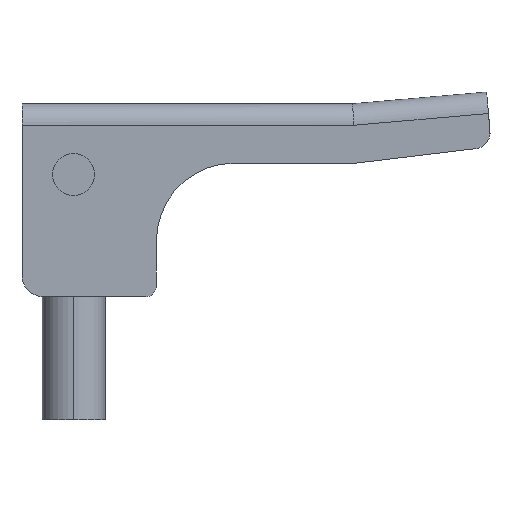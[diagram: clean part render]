
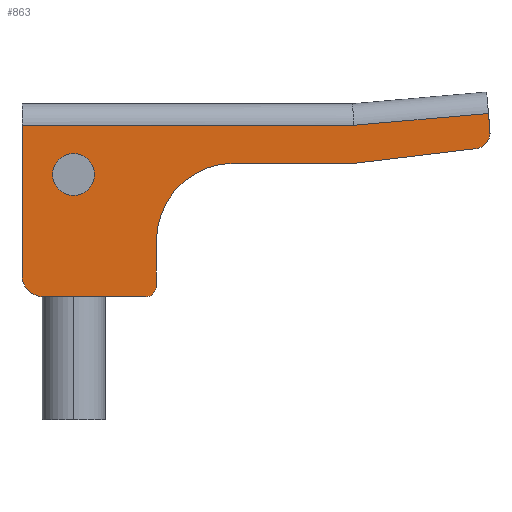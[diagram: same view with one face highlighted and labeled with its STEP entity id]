
A CAD part, left-side view. The second image highlights one B-rep face of the part: STEP entity #863.
In plain terms, the highlighted planar face has unit normal (-1, 0, 0).
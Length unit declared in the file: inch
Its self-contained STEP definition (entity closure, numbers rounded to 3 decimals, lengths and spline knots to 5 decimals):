
#10 = CARTESIAN_POINT ( 'NONE',  ( -0.255, -1.54807, 1.08991 ) ) ;
#11 = EDGE_CURVE ( 'NONE', #829, #1064, #127, .T. ) ;
#13 = DIRECTION ( 'NONE',  ( 0., 1., 0. ) ) ;
#16 = DIRECTION ( 'NONE',  ( 0., 1., 0. ) ) ;
#40 = CARTESIAN_POINT ( 'NONE',  ( -0.255, -1.05297, 0.90503 ) ) ;
#41 = EDGE_CURVE ( 'NONE', #1038, #274, #395, .T. ) ;
#44 = VERTEX_POINT ( 'NONE', #1820 ) ;
#45 = CARTESIAN_POINT ( 'NONE',  ( -0.255, -1.04649, 1.04603 ) ) ;
#70 = DIRECTION ( 'NONE',  ( -1., 0., 0. ) ) ;
#84 = CARTESIAN_POINT ( 'NONE',  ( -0.255, -0.313, 0.44803 ) ) ;
#95 = CARTESIAN_POINT ( 'NONE',  ( -0.255, 0.187, 0.40803 ) ) ;
#106 = EDGE_CURVE ( 'NONE', #1705, #1736, #1719, .T. ) ;
#108 = EDGE_CURVE ( 'NONE', #383, #1064, #1379, .T. ) ;
#127 = CIRCLE ( 'NONE', #429, 0.04 ) ;
#133 = DIRECTION ( 'NONE',  ( 1., 0., 0. ) ) ;
#157 = AXIS2_PLACEMENT_3D ( 'NONE', #377, #812, #541 ) ;
#158 = CARTESIAN_POINT ( 'NONE',  ( -0.255, -1.50126, 0.9591 ) ) ;
#173 = CARTESIAN_POINT ( 'NONE',  ( -0.255, -1.05297, 0.90503 ) ) ;
#175 = VERTEX_POINT ( 'NONE', #1152 ) ;
#180 = ORIENTED_EDGE ( 'NONE', *, *, #11, .F. ) ;
#212 = VECTOR ( 'NONE', #414, 39.37008 ) ;
#219 = CARTESIAN_POINT ( 'NONE',  ( -0.255, -0.60206, 0.90503 ) ) ;
#232 = ORIENTED_EDGE ( 'NONE', *, *, #518, .T. ) ;
#237 = CIRCLE ( 'NONE', #157, 0.08 ) ;
#255 = ORIENTED_EDGE ( 'NONE', *, *, #1775, .F. ) ;
#262 = LINE ( 'NONE', #1279, #573 ) ;
#271 = DIRECTION ( 'NONE',  ( 1., 0., 0. ) ) ;
#274 = VERTEX_POINT ( 'NONE', #158 ) ;
#299 = ORIENTED_EDGE ( 'NONE', *, *, #1478, .F. ) ;
#307 = CARTESIAN_POINT ( 'NONE',  ( -0.255, -0.60206, 0.61597 ) ) ;
#318 = CARTESIAN_POINT ( 'NONE',  ( -0.255, 0.041, 0.863 ) ) ;
#340 = LINE ( 'NONE', #1784, #1502 ) ;
#352 = CARTESIAN_POINT ( 'NONE',  ( -0.255, 0.107, 0.40803 ) ) ;
#377 = CARTESIAN_POINT ( 'NONE',  ( -0.255, 0.107, 0.48803 ) ) ;
#383 = VERTEX_POINT ( 'NONE', #352 ) ;
#395 = CIRCLE ( 'NONE', #640, 0.06 ) ;
#414 = DIRECTION ( 'NONE',  ( 0., 0., -1. ) ) ;
#429 = AXIS2_PLACEMENT_3D ( 'NONE', #1116, #133, #825 ) ;
#441 = VERTEX_POINT ( 'NONE', #553 ) ;
#495 = ORIENTED_EDGE ( 'NONE', *, *, #1166, .F. ) ;
#518 = EDGE_CURVE ( 'NONE', #1736, #1705, #1674, .T. ) ;
#540 = VECTOR ( 'NONE', #1647, 39.37008 ) ;
#541 = DIRECTION ( 'NONE',  ( 0., 0., -1. ) ) ;
#553 = CARTESIAN_POINT ( 'NONE',  ( -0.255, 0.187, 0.48803 ) ) ;
#573 = VECTOR ( 'NONE', #1272, 39.37008 ) ;
#600 = AXIS2_PLACEMENT_3D ( 'NONE', #872, #862, #1438 ) ;
#604 = VERTEX_POINT ( 'NONE', #10 ) ;
#630 = AXIS2_PLACEMENT_3D ( 'NONE', #1782, #70, #681 ) ;
#640 = AXIS2_PLACEMENT_3D ( 'NONE', #962, #271, #990 ) ;
#649 = EDGE_LOOP ( 'NONE', ( #232, #1419 ) ) ;
#681 = DIRECTION ( 'NONE',  ( 0., -1., 0. ) ) ;
#700 = CARTESIAN_POINT ( 'NONE',  ( -0.255, -0.40847, 0.99021 ) ) ;
#704 = VERTEX_POINT ( 'NONE', #45 ) ;
#728 = EDGE_CURVE ( 'NONE', #175, #859, #881, .T. ) ;
#732 = LINE ( 'NONE', #1184, #789 ) ;
#785 = VECTOR ( 'NONE', #1128, 39.37008 ) ;
#789 = VECTOR ( 'NONE', #13, 39.37008 ) ;
#812 = DIRECTION ( 'NONE',  ( 1., 0., 0. ) ) ;
#825 = DIRECTION ( 'NONE',  ( 0., -1., 0. ) ) ;
#829 = VERTEX_POINT ( 'NONE', #84 ) ;
#853 = DIRECTION ( 'NONE',  ( 1., 0., 0. ) ) ;
#859 = VERTEX_POINT ( 'NONE', #219 ) ;
#862 = DIRECTION ( 'NONE',  ( 1., 0., 0. ) ) ;
#863 = ADVANCED_FACE ( 'NONE', ( #947, #1232 ), #1789, .T. ) ;
#871 = CARTESIAN_POINT ( 'NONE',  ( -0.255, 0.187, 1.04603 ) ) ;
#872 = CARTESIAN_POINT ( 'NONE',  ( -0.255, -0.005, 0.863 ) ) ;
#881 = CIRCLE ( 'NONE', #1673, 0.28906 ) ;
#947 = FACE_OUTER_BOUND ( 'NONE', #1824, .T. ) ;
#962 = CARTESIAN_POINT ( 'NONE',  ( -0.255, -1.49407, 1.01867 ) ) ;
#990 = DIRECTION ( 'NONE',  ( 0., 0., -1. ) ) ;
#1014 = LINE ( 'NONE', #1714, #212 ) ;
#1031 = CARTESIAN_POINT ( 'NONE',  ( -0.255, -0.051, 0.863 ) ) ;
#1038 = VERTEX_POINT ( 'NONE', #1137 ) ;
#1044 = EDGE_CURVE ( 'NONE', #1038, #604, #262, .T. ) ;
#1064 = VERTEX_POINT ( 'NONE', #1708 ) ;
#1095 = ORIENTED_EDGE ( 'NONE', *, *, #41, .F. ) ;
#1109 = ORIENTED_EDGE ( 'NONE', *, *, #108, .T. ) ;
#1110 = AXIS2_PLACEMENT_3D ( 'NONE', #1698, #853, #1418 ) ;
#1116 = CARTESIAN_POINT ( 'NONE',  ( -0.255, -0.273, 0.44803 ) ) ;
#1128 = DIRECTION ( 'NONE',  ( 0., 0.993, -0.12 ) ) ;
#1137 = CARTESIAN_POINT ( 'NONE',  ( -0.255, -1.55385, 1.0239 ) ) ;
#1149 = ORIENTED_EDGE ( 'NONE', *, *, #728, .T. ) ;
#1152 = CARTESIAN_POINT ( 'NONE',  ( -0.255, -0.313, 0.61597 ) ) ;
#1166 = EDGE_CURVE ( 'NONE', #704, #604, #1688, .T. ) ;
#1184 = CARTESIAN_POINT ( 'NONE',  ( -0.255, -0.428, 1.04603 ) ) ;
#1194 = ORIENTED_EDGE ( 'NONE', *, *, #1765, .F. ) ;
#1232 = FACE_BOUND ( 'NONE', #649, .T. ) ;
#1249 = VERTEX_POINT ( 'NONE', #871 ) ;
#1272 = DIRECTION ( 'NONE',  ( 0., 0.087, 0.996 ) ) ;
#1279 = CARTESIAN_POINT ( 'NONE',  ( -0.255, -1.55385, 1.0239 ) ) ;
#1280 = EDGE_CURVE ( 'NONE', #704, #1249, #732, .T. ) ;
#1296 = VECTOR ( 'NONE', #1813, 39.37008 ) ;
#1305 = EDGE_CURVE ( 'NONE', #1249, #441, #340, .T. ) ;
#1325 = LINE ( 'NONE', #40, #1401 ) ;
#1336 = DIRECTION ( 'NONE',  ( 0., 1., 0. ) ) ;
#1350 = ORIENTED_EDGE ( 'NONE', *, *, #1785, .F. ) ;
#1379 = LINE ( 'NONE', #95, #1296 ) ;
#1401 = VECTOR ( 'NONE', #16, 39.37008 ) ;
#1418 = DIRECTION ( 'NONE',  ( 0., 1., 0. ) ) ;
#1419 = ORIENTED_EDGE ( 'NONE', *, *, #106, .T. ) ;
#1429 = ORIENTED_EDGE ( 'NONE', *, *, #1305, .T. ) ;
#1438 = DIRECTION ( 'NONE',  ( 0., 1., 0. ) ) ;
#1478 = EDGE_CURVE ( 'NONE', #383, #441, #237, .T. ) ;
#1492 = DIRECTION ( 'NONE',  ( 1., 0., 0. ) ) ;
#1493 = DIRECTION ( 'NONE',  ( 0., 0., -1. ) ) ;
#1502 = VECTOR ( 'NONE', #1493, 39.37008 ) ;
#1564 = LINE ( 'NONE', #173, #785 ) ;
#1568 = ORIENTED_EDGE ( 'NONE', *, *, #1280, .T. ) ;
#1647 = DIRECTION ( 'NONE',  ( 0., -0.996, 0.087 ) ) ;
#1673 = AXIS2_PLACEMENT_3D ( 'NONE', #307, #1492, #1336 ) ;
#1674 = CIRCLE ( 'NONE', #600, 0.046 ) ;
#1688 = LINE ( 'NONE', #700, #540 ) ;
#1698 = CARTESIAN_POINT ( 'NONE',  ( -0.255, -0.005, 0.863 ) ) ;
#1705 = VERTEX_POINT ( 'NONE', #1031 ) ;
#1708 = CARTESIAN_POINT ( 'NONE',  ( -0.255, -0.273, 0.40803 ) ) ;
#1714 = CARTESIAN_POINT ( 'NONE',  ( -0.255, -0.313, 0.61597 ) ) ;
#1719 = CIRCLE ( 'NONE', #1110, 0.046 ) ;
#1736 = VERTEX_POINT ( 'NONE', #318 ) ;
#1765 = EDGE_CURVE ( 'NONE', #44, #859, #1325, .T. ) ;
#1767 = ORIENTED_EDGE ( 'NONE', *, *, #1044, .T. ) ;
#1775 = EDGE_CURVE ( 'NONE', #274, #44, #1564, .T. ) ;
#1782 = CARTESIAN_POINT ( 'NONE',  ( -0.255, -0.428, 0.76703 ) ) ;
#1784 = CARTESIAN_POINT ( 'NONE',  ( -0.255, 0.187, 1.12603 ) ) ;
#1785 = EDGE_CURVE ( 'NONE', #175, #829, #1014, .T. ) ;
#1789 = PLANE ( 'NONE',  #630 ) ;
#1813 = DIRECTION ( 'NONE',  ( 0., -1., 0. ) ) ;
#1820 = CARTESIAN_POINT ( 'NONE',  ( -0.255, -1.05297, 0.90503 ) ) ;
#1824 = EDGE_LOOP ( 'NONE', ( #1149, #1194, #255, #1095, #1767, #495, #1568, #1429, #299, #1109, #180, #1350 ) ) ;
